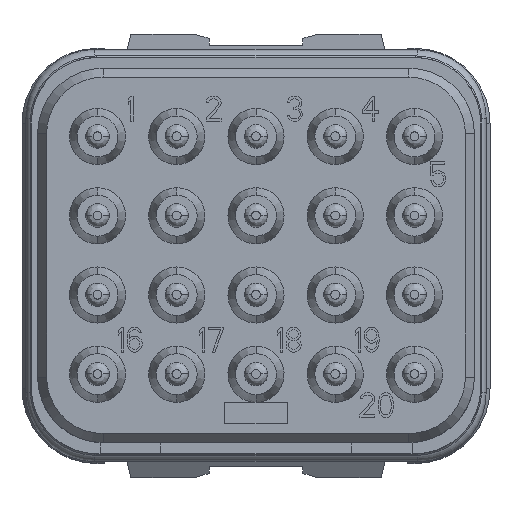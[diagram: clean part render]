
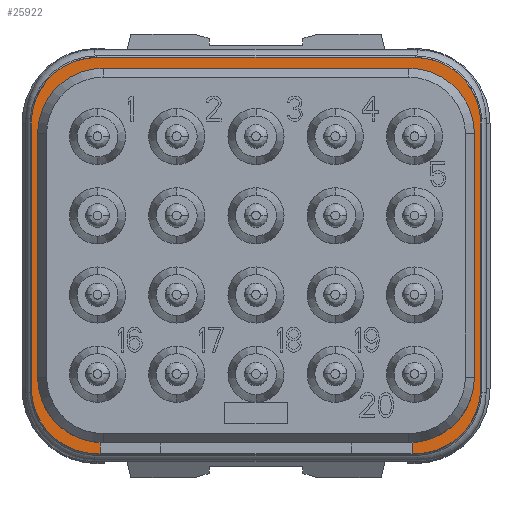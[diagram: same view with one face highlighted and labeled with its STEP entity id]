
A CAD part, top view. The second image highlights one B-rep face of the part: STEP entity #25922.
In plain terms, the highlighted planar face has unit normal (0, 0, 1).
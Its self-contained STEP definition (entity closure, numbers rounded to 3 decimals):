
#1=DIRECTION('',(0.,-1.,0.));
#2=VECTOR('',#1,0.352);
#3=CARTESIAN_POINT('',(-5.,-5.998,0.));
#4=LINE('',#3,#2);
#5=DIRECTION('',(-1.,0.,0.));
#6=VECTOR('',#5,0.1);
#7=CARTESIAN_POINT('',(-5.,-6.35,0.));
#8=LINE('',#7,#6);
#9=DIRECTION('',(0.,1.,0.));
#10=VECTOR('',#9,8.5);
#11=CARTESIAN_POINT('',(-7.2,-4.25,0.));
#12=LINE('',#11,#10);
#13=DIRECTION('',(1.,0.,0.));
#14=VECTOR('',#13,10.2);
#15=CARTESIAN_POINT('',(-5.1,6.35,0.));
#16=LINE('',#15,#14);
#17=DIRECTION('',(0.,-1.,0.));
#18=VECTOR('',#17,8.5);
#19=CARTESIAN_POINT('',(7.2,4.25,0.));
#20=LINE('',#19,#18);
#21=DIRECTION('',(-1.,0.,0.));
#22=VECTOR('',#21,0.1);
#23=CARTESIAN_POINT('',(5.1,-6.35,0.));
#24=LINE('',#23,#22);
#25=DIRECTION('',(0.,1.,0.));
#26=VECTOR('',#25,0.352);
#27=CARTESIAN_POINT('',(5.,-6.35,0.));
#28=LINE('',#27,#26);
#29=CARTESIAN_POINT('',(4.9,-3.9,0.));
#30=DIRECTION('',(0.,0.,1.));
#31=DIRECTION('',(0.048,-0.999,0.));
#32=AXIS2_PLACEMENT_3D('',#29,#30,#31);
#34=DIRECTION('',(0.,1.,0.));
#35=VECTOR('',#34,7.8);
#36=CARTESIAN_POINT('',(7.,-3.9,0.));
#37=LINE('',#36,#35);
#38=CARTESIAN_POINT('',(4.9,3.9,0.));
#39=DIRECTION('',(0.,0.,1.));
#40=DIRECTION('',(1.,0.,0.));
#41=AXIS2_PLACEMENT_3D('',#38,#39,#40);
#43=DIRECTION('',(-1.,0.,0.));
#44=VECTOR('',#43,9.8);
#45=CARTESIAN_POINT('',(4.9,6.,0.));
#46=LINE('',#45,#44);
#47=CARTESIAN_POINT('',(-4.9,3.9,0.));
#48=DIRECTION('',(0.,0.,1.));
#49=DIRECTION('',(0.,1.,0.));
#50=AXIS2_PLACEMENT_3D('',#47,#48,#49);
#52=DIRECTION('',(0.,-1.,0.));
#53=VECTOR('',#52,7.8);
#54=CARTESIAN_POINT('',(-7.,3.9,0.));
#55=LINE('',#54,#53);
#56=CARTESIAN_POINT('',(-4.9,-3.9,0.));
#57=DIRECTION('',(0.,0.,1.));
#58=DIRECTION('',(-1.,0.,0.));
#59=AXIS2_PLACEMENT_3D('',#56,#57,#58);
#290=CARTESIAN_POINT('',(5.1,-4.25,0.));
#291=DIRECTION('',(0.,0.,-1.));
#292=DIRECTION('',(1.,0.,0.));
#293=AXIS2_PLACEMENT_3D('',#290,#291,#292);
#363=CARTESIAN_POINT('',(5.1,4.25,0.));
#364=DIRECTION('',(0.,0.,-1.));
#365=DIRECTION('',(0.,1.,0.));
#366=AXIS2_PLACEMENT_3D('',#363,#364,#365);
#436=CARTESIAN_POINT('',(-5.1,4.25,0.));
#437=DIRECTION('',(0.,0.,-1.));
#438=DIRECTION('',(-1.,0.,0.));
#439=AXIS2_PLACEMENT_3D('',#436,#437,#438);
#509=CARTESIAN_POINT('',(-5.1,-4.25,0.));
#510=DIRECTION('',(0.,0.,-1.));
#511=DIRECTION('',(0.,-1.,0.));
#512=AXIS2_PLACEMENT_3D('',#509,#510,#511);
#20551=CARTESIAN_POINT('',(5.1,6.35,0.));
#20552=CARTESIAN_POINT('',(7.2,4.25,0.));
#20553=VERTEX_POINT('',#20551);
#20554=VERTEX_POINT('',#20552);
#20555=CARTESIAN_POINT('',(-7.2,4.25,0.));
#20556=CARTESIAN_POINT('',(-5.1,6.35,0.));
#20557=VERTEX_POINT('',#20555);
#20558=VERTEX_POINT('',#20556);
#20559=CARTESIAN_POINT('',(-5.1,-6.35,0.));
#20560=CARTESIAN_POINT('',(-7.2,-4.25,0.));
#20561=VERTEX_POINT('',#20559);
#20562=VERTEX_POINT('',#20560);
#20563=CARTESIAN_POINT('',(7.2,-4.25,0.));
#20564=CARTESIAN_POINT('',(5.1,-6.35,0.));
#20565=VERTEX_POINT('',#20563);
#20566=VERTEX_POINT('',#20564);
#20651=CARTESIAN_POINT('',(-7.,3.9,0.));
#20652=CARTESIAN_POINT('',(-7.,-3.9,0.));
#20653=VERTEX_POINT('',#20651);
#20654=VERTEX_POINT('',#20652);
#20655=CARTESIAN_POINT('',(7.,-3.9,0.));
#20656=CARTESIAN_POINT('',(7.,3.9,0.));
#20657=VERTEX_POINT('',#20655);
#20658=VERTEX_POINT('',#20656);
#20659=CARTESIAN_POINT('',(4.9,6.,0.));
#20660=VERTEX_POINT('',#20659);
#20661=CARTESIAN_POINT('',(-4.9,6.,0.));
#20662=VERTEX_POINT('',#20661);
#21003=CARTESIAN_POINT('',(5.,-6.35,0.));
#21004=VERTEX_POINT('',#21003);
#21013=CARTESIAN_POINT('',(5.,-5.998,0.));
#21014=VERTEX_POINT('',#21013);
#21029=CARTESIAN_POINT('',(-5.,-5.998,0.));
#21030=CARTESIAN_POINT('',(-5.,-6.35,0.));
#21031=VERTEX_POINT('',#21029);
#21032=VERTEX_POINT('',#21030);
#25879=CARTESIAN_POINT('',(0.,0.,0.));
#25880=DIRECTION('',(0.,0.,1.));
#25881=DIRECTION('',(1.,0.,0.));
#25882=AXIS2_PLACEMENT_3D('',#25879,#25880,#25881);
#25883=PLANE('',#25882);
#25885=ORIENTED_EDGE('',*,*,#25884,.T.);
#25887=ORIENTED_EDGE('',*,*,#25886,.T.);
#25889=ORIENTED_EDGE('',*,*,#25888,.T.);
#25891=ORIENTED_EDGE('',*,*,#25890,.T.);
#25893=ORIENTED_EDGE('',*,*,#25892,.T.);
#25895=ORIENTED_EDGE('',*,*,#25894,.T.);
#25897=ORIENTED_EDGE('',*,*,#25896,.T.);
#25899=ORIENTED_EDGE('',*,*,#25898,.T.);
#25901=ORIENTED_EDGE('',*,*,#25900,.T.);
#25903=ORIENTED_EDGE('',*,*,#25902,.T.);
#25905=ORIENTED_EDGE('',*,*,#25904,.T.);
#25907=ORIENTED_EDGE('',*,*,#25906,.T.);
#25909=ORIENTED_EDGE('',*,*,#25908,.T.);
#25911=ORIENTED_EDGE('',*,*,#25910,.T.);
#25913=ORIENTED_EDGE('',*,*,#25912,.T.);
#25915=ORIENTED_EDGE('',*,*,#25914,.T.);
#25917=ORIENTED_EDGE('',*,*,#25916,.T.);
#25919=ORIENTED_EDGE('',*,*,#25918,.T.);
#25920=EDGE_LOOP('',(#25885,#25887,#25889,#25891,#25893,#25895,#25897,#25899,
#25901,#25903,#25905,#25907,#25909,#25911,#25913,#25915,#25917,#25919));
#25921=FACE_OUTER_BOUND('',#25920,.F.);
#25922=ADVANCED_FACE('',(#25921),#25883,.T.);
#33=CIRCLE('',#32,2.1);
#42=CIRCLE('',#41,2.1);
#51=CIRCLE('',#50,2.1);
#60=CIRCLE('',#59,2.1);
#294=CIRCLE('',#293,2.1);
#367=CIRCLE('',#366,2.1);
#440=CIRCLE('',#439,2.1);
#513=CIRCLE('',#512,2.1);
#25884=EDGE_CURVE('',#21031,#21032,#4,.T.);
#25886=EDGE_CURVE('',#21032,#20561,#8,.T.);
#25888=EDGE_CURVE('',#20561,#20562,#513,.T.);
#25890=EDGE_CURVE('',#20562,#20557,#12,.T.);
#25892=EDGE_CURVE('',#20557,#20558,#440,.T.);
#25894=EDGE_CURVE('',#20558,#20553,#16,.T.);
#25896=EDGE_CURVE('',#20553,#20554,#367,.T.);
#25898=EDGE_CURVE('',#20554,#20565,#20,.T.);
#25900=EDGE_CURVE('',#20565,#20566,#294,.T.);
#25902=EDGE_CURVE('',#20566,#21004,#24,.T.);
#25904=EDGE_CURVE('',#21004,#21014,#28,.T.);
#25906=EDGE_CURVE('',#21014,#20657,#33,.T.);
#25908=EDGE_CURVE('',#20657,#20658,#37,.T.);
#25910=EDGE_CURVE('',#20658,#20660,#42,.T.);
#25912=EDGE_CURVE('',#20660,#20662,#46,.T.);
#25914=EDGE_CURVE('',#20662,#20653,#51,.T.);
#25916=EDGE_CURVE('',#20653,#20654,#55,.T.);
#25918=EDGE_CURVE('',#20654,#21031,#60,.T.);
